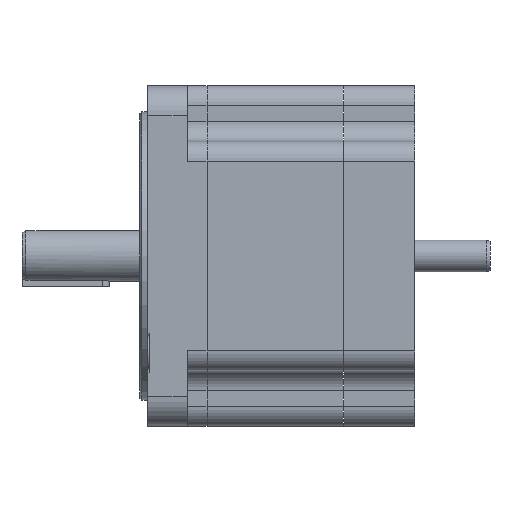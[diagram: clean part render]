
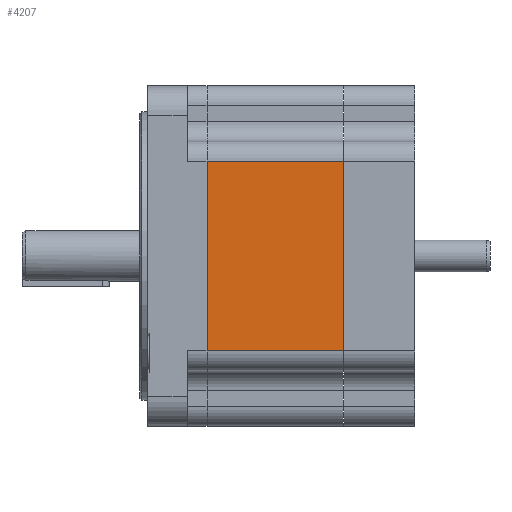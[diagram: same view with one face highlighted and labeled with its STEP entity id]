
A CAD part, left-side view. The second image highlights one B-rep face of the part: STEP entity #4207.
In plain terms, the highlighted planar face has unit normal (-1, 0, 0).
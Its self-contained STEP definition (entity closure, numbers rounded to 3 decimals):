
#109=PLANE('',#4601);
#366=FACE_OUTER_BOUND('',#606,.T.);
#606=EDGE_LOOP('',(#3379,#3380,#3381,#3382));
#957=LINE('',#6738,#1379);
#987=LINE('',#6822,#1409);
#988=LINE('',#6824,#1410);
#989=LINE('',#6825,#1411);
#1379=VECTOR('',#5383,1000.);
#1409=VECTOR('',#5457,1000.);
#1410=VECTOR('',#5458,1000.);
#1411=VECTOR('',#5459,1000.);
#2087=VERTEX_POINT('',#6735);
#2088=VERTEX_POINT('',#6737);
#2120=VERTEX_POINT('',#6821);
#2121=VERTEX_POINT('',#6823);
#2572=EDGE_CURVE('',#2087,#2088,#957,.T.);
#2616=EDGE_CURVE('',#2087,#2120,#987,.T.);
#2617=EDGE_CURVE('',#2120,#2121,#988,.T.);
#2618=EDGE_CURVE('',#2121,#2088,#989,.T.);
#3379=ORIENTED_EDGE('',*,*,#2572,.F.);
#3380=ORIENTED_EDGE('',*,*,#2616,.T.);
#3381=ORIENTED_EDGE('',*,*,#2617,.T.);
#3382=ORIENTED_EDGE('',*,*,#2618,.T.);
#4207=ADVANCED_FACE('',(#366),#109,.F.);
#4601=AXIS2_PLACEMENT_3D('',#6820,#5455,#5456);
#5383=DIRECTION('',(0.,0.,1.));
#5455=DIRECTION('center_axis',(1.,0.,0.));
#5456=DIRECTION('ref_axis',(0.,0.,-1.));
#5457=DIRECTION('',(0.,-1.,0.));
#5458=DIRECTION('',(0.,0.,1.));
#5459=DIRECTION('',(0.,1.,0.));
#6735=CARTESIAN_POINT('',(-13.393,52.49,-6.644));
#6737=CARTESIAN_POINT('',(-13.393,52.49,41.356));
#6738=CARTESIAN_POINT('',(-13.393,52.49,-18.144));
#6820=CARTESIAN_POINT('Origin',(-13.393,67.5,-18.144));
#6821=CARTESIAN_POINT('',(-13.393,18.01,-6.644));
#6822=CARTESIAN_POINT('',(-13.393,67.5,-6.644));
#6823=CARTESIAN_POINT('',(-13.393,18.01,41.356));
#6824=CARTESIAN_POINT('',(-13.393,18.01,-18.144));
#6825=CARTESIAN_POINT('',(-13.393,67.5,41.356));
